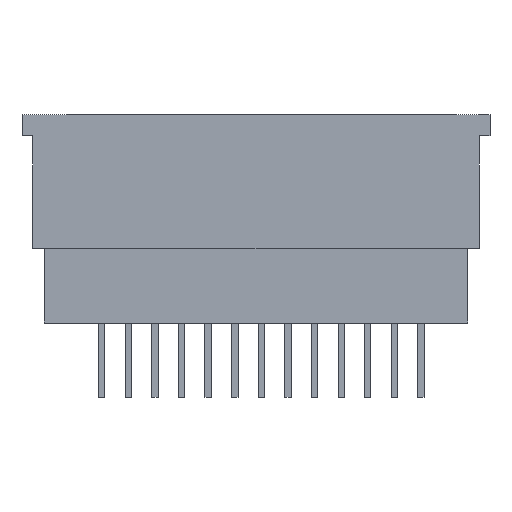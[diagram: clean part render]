
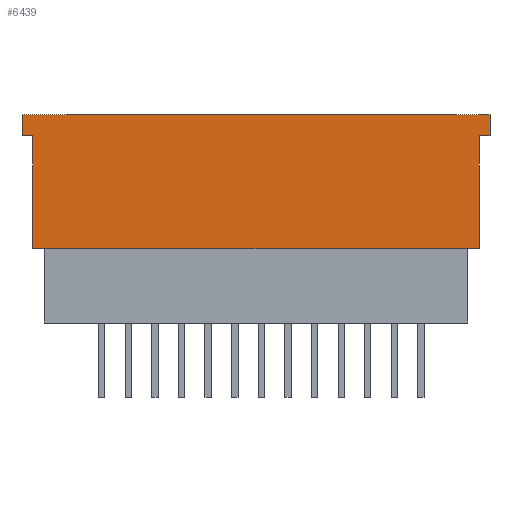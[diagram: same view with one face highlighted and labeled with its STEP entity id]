
A CAD part, front view. The second image highlights one B-rep face of the part: STEP entity #6439.
In plain terms, the highlighted planar face has unit normal (0, -1, 0).
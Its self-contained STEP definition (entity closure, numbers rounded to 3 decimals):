
#165=DIRECTION('',(-1.,0.,0.));
#166=VECTOR('',#165,21.);
#167=CARTESIAN_POINT('',(10.5,-1.2,0.4));
#168=LINE('',#167,#166);
#957=DIRECTION('',(0.,0.,-1.));
#958=VECTOR('',#957,1.);
#959=CARTESIAN_POINT('',(11.,-1.2,6.7));
#960=LINE('',#959,#958);
#969=DIRECTION('',(1.,0.,0.));
#970=VECTOR('',#969,0.5);
#971=CARTESIAN_POINT('',(-11.,-1.2,5.7));
#972=LINE('',#971,#970);
#1001=DIRECTION('',(1.,0.,0.));
#1002=VECTOR('',#1001,0.5);
#1003=CARTESIAN_POINT('',(10.5,-1.2,5.7));
#1004=LINE('',#1003,#1002);
#1005=DIRECTION('',(0.,0.,-1.));
#1006=VECTOR('',#1005,5.3);
#1007=CARTESIAN_POINT('',(-10.5,-1.2,5.7));
#1008=LINE('',#1007,#1006);
#1009=DIRECTION('',(0.,0.,-1.));
#1010=VECTOR('',#1009,5.3);
#1011=CARTESIAN_POINT('',(10.5,-1.2,5.7));
#1012=LINE('',#1011,#1010);
#1013=DIRECTION('',(1.,0.,0.));
#1014=VECTOR('',#1013,22.);
#1015=CARTESIAN_POINT('',(-11.,-1.2,6.7));
#1016=LINE('',#1015,#1014);
#1033=DIRECTION('',(0.,0.,-1.));
#1034=VECTOR('',#1033,1.);
#1035=CARTESIAN_POINT('',(-11.,-1.2,6.7));
#1036=LINE('',#1035,#1034);
#4119=CARTESIAN_POINT('',(-11.,-1.2,5.7));
#4121=VERTEX_POINT('',#4119);
#4125=CARTESIAN_POINT('',(-11.,-1.2,6.7));
#4126=VERTEX_POINT('',#4125);
#4131=CARTESIAN_POINT('',(11.,-1.2,6.7));
#4132=CARTESIAN_POINT('',(11.,-1.2,5.7));
#4133=VERTEX_POINT('',#4131);
#4134=VERTEX_POINT('',#4132);
#4136=CARTESIAN_POINT('',(10.5,-1.2,0.4));
#4138=VERTEX_POINT('',#4136);
#4139=CARTESIAN_POINT('',(-10.5,-1.2,0.4));
#4140=VERTEX_POINT('',#4139);
#4143=CARTESIAN_POINT('',(-10.5,-1.2,5.7));
#4145=VERTEX_POINT('',#4143);
#4147=CARTESIAN_POINT('',(10.5,-1.2,5.7));
#4148=VERTEX_POINT('',#4147);
#6422=CARTESIAN_POINT('',(-11.,-1.2,6.7));
#6423=DIRECTION('',(0.,-1.,0.));
#6424=DIRECTION('',(0.,0.,-1.));
#6425=AXIS2_PLACEMENT_3D('',#6422,#6423,#6424);
#6426=PLANE('',#6425);
#6427=ORIENTED_EDGE('',*,*,#6403,.F.);
#6429=ORIENTED_EDGE('',*,*,#6428,.T.);
#6430=ORIENTED_EDGE('',*,*,#5445,.T.);
#6431=ORIENTED_EDGE('',*,*,#6415,.F.);
#6432=ORIENTED_EDGE('',*,*,#6364,.F.);
#6434=ORIENTED_EDGE('',*,*,#6433,.F.);
#6435=ORIENTED_EDGE('',*,*,#6282,.T.);
#6436=ORIENTED_EDGE('',*,*,#6348,.T.);
#6437=EDGE_LOOP('',(#6427,#6429,#6430,#6431,#6432,#6434,#6435,#6436));
#6438=FACE_OUTER_BOUND('',#6437,.F.);
#6439=ADVANCED_FACE('',(#6438),#6426,.T.);
#5445=EDGE_CURVE('',#4138,#4140,#168,.T.);
#6282=EDGE_CURVE('',#4126,#4133,#1016,.T.);
#6348=EDGE_CURVE('',#4133,#4134,#960,.T.);
#6364=EDGE_CURVE('',#4121,#4145,#972,.T.);
#6403=EDGE_CURVE('',#4148,#4134,#1004,.T.);
#6415=EDGE_CURVE('',#4145,#4140,#1008,.T.);
#6428=EDGE_CURVE('',#4148,#4138,#1012,.T.);
#6433=EDGE_CURVE('',#4126,#4121,#1036,.T.);
